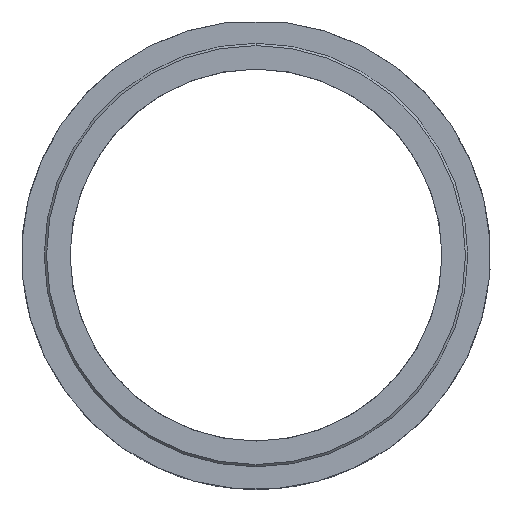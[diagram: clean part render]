
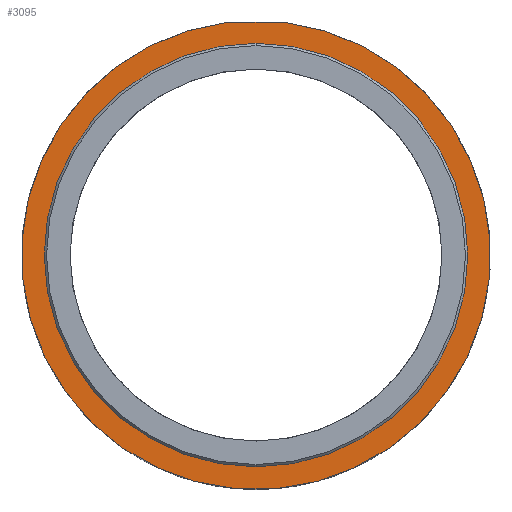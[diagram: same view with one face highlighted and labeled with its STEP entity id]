
A CAD part, front view. The second image highlights one B-rep face of the part: STEP entity #3095.
In plain terms, the highlighted planar face has unit normal (0, -1, 0).
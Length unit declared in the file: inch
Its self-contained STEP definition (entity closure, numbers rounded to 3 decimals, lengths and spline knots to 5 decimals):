
#415 = DIRECTION ( 'NONE',  ( 0., 0., -1. ) ) ;
#417 = DIRECTION ( 'NONE',  ( 0., 1., 0. ) ) ;
#418 = CARTESIAN_POINT ( 'NONE',  ( 150.99493, 220.6162, -5.75 ) ) ;
#421 = PLANE ( 'NONE',  #1150 ) ;
#879 = DIRECTION ( 'NONE',  ( 0., 0., -1. ) ) ;
#880 = DIRECTION ( 'NONE',  ( 0., 1., 0. ) ) ;
#881 = CARTESIAN_POINT ( 'NONE',  ( 150.99493, 220.6162, -5.75 ) ) ;
#890 = DIRECTION ( 'NONE',  ( -1., 0., 0. ) ) ;
#891 = CARTESIAN_POINT ( 'NONE',  ( 151.66886, 220.6162, -3.21 ) ) ;
#989 = DIRECTION ( 'NONE',  ( -1., 0., 0. ) ) ;
#990 = DIRECTION ( 'NONE',  ( 0., -1., 0. ) ) ;
#991 = CARTESIAN_POINT ( 'NONE',  ( 150.99493, 220.6162, -5.75 ) ) ;
#1001 = DIRECTION ( 'NONE',  ( -1., 0., 0. ) ) ;
#1003 = DIRECTION ( 'NONE',  ( 0., -1., 0. ) ) ;
#1004 = CARTESIAN_POINT ( 'NONE',  ( 150.99493, 220.6162, -5.75 ) ) ;
#1150 = AXIS2_PLACEMENT_3D ( 'NONE', #418, #417, #415 ) ;
#2055 = EDGE_LOOP ( 'NONE', ( #2127, #2132 ) ) ;
#2058 = EDGE_LOOP ( 'NONE', ( #2124, #2126 ) ) ;
#2124 = ORIENTED_EDGE ( 'NONE', *, *, #3202, .F. ) ;
#2126 = ORIENTED_EDGE ( 'NONE', *, *, #3199, .F. ) ;
#2127 = ORIENTED_EDGE ( 'NONE', *, *, #3213, .F. ) ;
#2129 = LINE ( 'NONE', #891, #2940 ) ;
#2132 = ORIENTED_EDGE ( 'NONE', *, *, #3209, .T. ) ;
#2203 = VERTEX_POINT ( 'NONE', #2381 ) ;
#2204 = VERTEX_POINT ( 'NONE', #2379 ) ;
#2216 = VERTEX_POINT ( 'NONE', #2364 ) ;
#2217 = VERTEX_POINT ( 'NONE', #2363 ) ;
#2255 = FACE_OUTER_BOUND ( 'NONE', #2055, .T. ) ;
#2261 = FACE_BOUND ( 'NONE', #2058, .T. ) ;
#2363 = CARTESIAN_POINT ( 'NONE',  ( 150.67556, 220.6162, -3.21 ) ) ;
#2364 = CARTESIAN_POINT ( 'NONE',  ( 151.3143, 220.6162, -3.21 ) ) ;
#2379 = CARTESIAN_POINT ( 'NONE',  ( 150.99493, 220.6162, -8.0325 ) ) ;
#2381 = CARTESIAN_POINT ( 'NONE',  ( 150.99493, 220.6162, -3.4675 ) ) ;
#2933 = AXIS2_PLACEMENT_3D ( 'NONE', #881, #880, #879 ) ;
#2940 = VECTOR ( 'NONE', #890, 39.37008 ) ;
#2948 = AXIS2_PLACEMENT_3D ( 'NONE', #991, #990, #989 ) ;
#2949 = CIRCLE ( 'NONE', #2948, 2.2825 ) ;
#2950 = AXIS2_PLACEMENT_3D ( 'NONE', #1004, #1003, #1001 ) ;
#2954 = CIRCLE ( 'NONE', #2950, 2.2825 ) ;
#2955 = CIRCLE ( 'NONE', #2933, 2.56 ) ;
#3095 = ADVANCED_FACE ( 'NONE', ( #2261, #2255 ), #421, .F. ) ;
#3199 = EDGE_CURVE ( 'NONE', #2203, #2204, #2954, .T. ) ;
#3202 = EDGE_CURVE ( 'NONE', #2204, #2203, #2949, .T. ) ;
#3209 = EDGE_CURVE ( 'NONE', #2216, #2217, #2129, .T. ) ;
#3213 = EDGE_CURVE ( 'NONE', #2216, #2217, #2955, .T. ) ;
